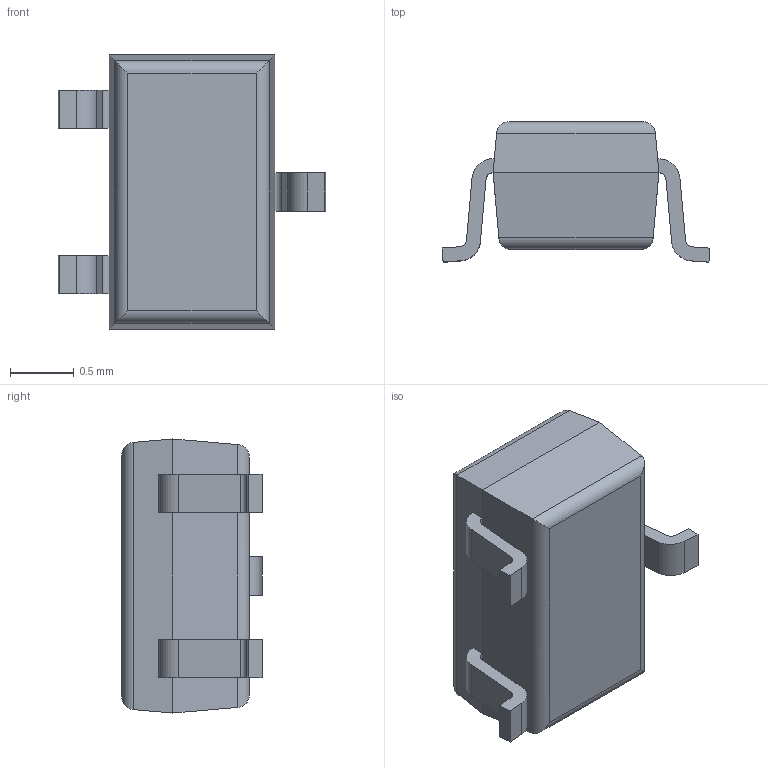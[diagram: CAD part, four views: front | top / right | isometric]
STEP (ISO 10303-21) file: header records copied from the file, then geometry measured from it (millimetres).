
FILE_DESCRIPTION(('FreeCAD Model'),'2;1');
FILE_NAME('Open CASCADE Shape Model','2024-10-04T17:41:14',(''),(''), 'Open CASCADE STEP processor 7.6','FreeCAD','Unknown');
FILE_SCHEMA(('AUTOMOTIVE_DESIGN { 1 0 10303 214 1 1 1 1 }'));
Length unit declared in the file: millimetre
Products named in the file (4): Solid; Solid001; Solid002; Solid003
Bounding box: 2.1 x 1.1 x 2.15 mm (x, y, z)
Volume: 2.7 mm3; surface area: 13.8 mm2
Topology: 4 solids, 4 shells, 57 faces, 135 edges, 86 vertices
Faces by surface type: plane 37, cylinder 20
Entity records: 1693 total; most frequent: CARTESIAN_POINT 303, ORIENTED_EDGE 270, DIRECTION 267, EDGE_CURVE 135, LINE 103, VECTOR 103, VERTEX_POINT 86, AXIS2_PLACEMENT_3D 82
